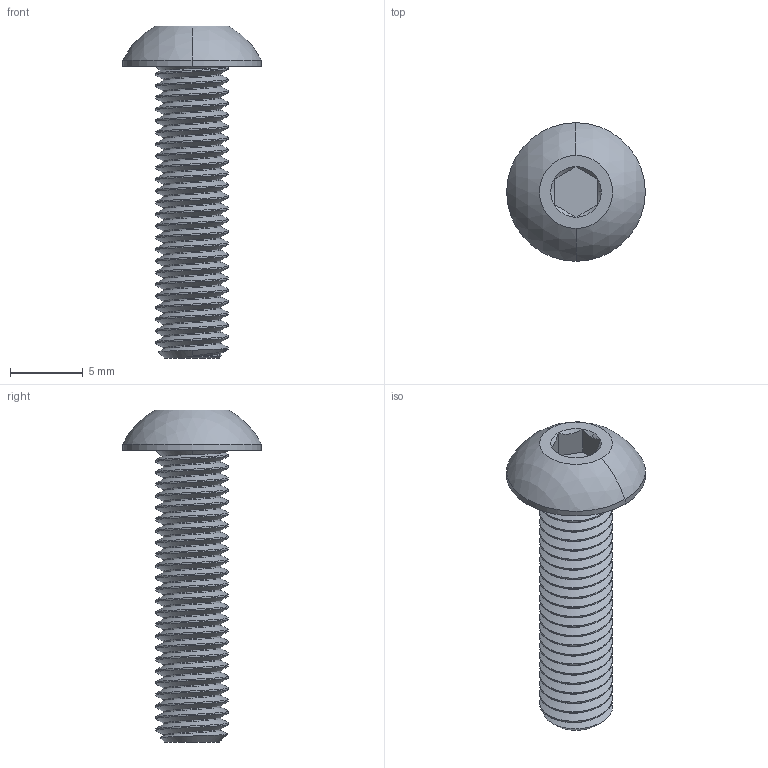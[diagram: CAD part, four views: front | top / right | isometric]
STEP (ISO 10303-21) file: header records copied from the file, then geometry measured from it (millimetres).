
FILE_DESCRIPTION (( 'STEP AP203' ), '1' );
FILE_NAME ('92095A214_Button Head Hex Drive Screw.STEP', '2025-06-03T20:24:30', ( 'Administrator' ), ( 'Managed by Terraform' ), 'SwSTEP 2.0', 'SolidWorks 2017', '' );
FILE_SCHEMA (( 'CONFIG_CONTROL_DESIGN' ));
Length unit declared in the file: millimetre
Products named in the file (1): 92095A214_Button Head Hex Drive Screw
Bounding box: 9.5 x 9.5 x 22.75 mm (x, y, z)
Volume: 443.6 mm3; surface area: 681.3 mm2
Topology: 1 solids, 1 shells, 129 faces, 358 edges, 233 vertices
Faces by surface type: cylinder 101, cone 14, plane 10, sphere 2, bspline 2
Entity records: 7173 total; most frequent: CARTESIAN_POINT 4408, ORIENTED_EDGE 716, DIRECTION 426, EDGE_CURVE 358, VERTEX_POINT 233, AXIS2_PLACEMENT_3D 154, EDGE_LOOP 131, ADVANCED_FACE 129
